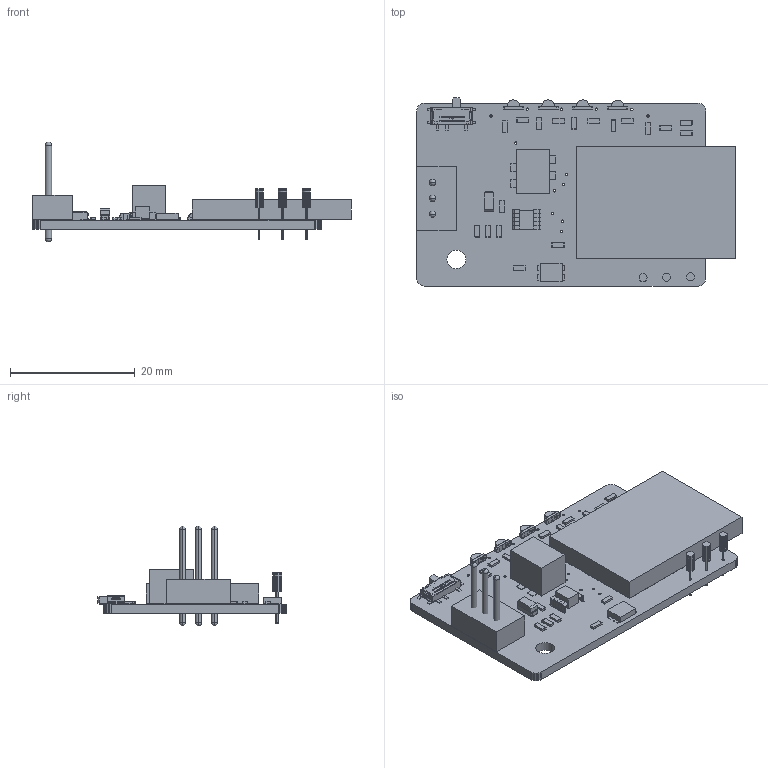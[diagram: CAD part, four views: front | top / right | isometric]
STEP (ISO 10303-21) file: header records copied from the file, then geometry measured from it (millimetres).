
FILE_DESCRIPTION(('PCB Model'),'2;1');
FILE_NAME('BLE_Adapter.STEP','2021-08-20T12:00:27',('EOMed1'),('Unspecified'), 'Open CASCADE STEP processor 6.8','Proteus','Unknown');
FILE_SCHEMA(('CONFIG_CONTROL_DESIGN','SHAPE_APPEARANCE_LAYER_MIM'));
Length unit declared in the file: millimetre
Products named in the file (154): Open CASCADE STEP translator 6.8 1; Layer_1; J1; Open CASCADE STEP translator 6.8 1.2.1; Body_1; Pin_1; Pin_2; Pin_3; U1; Open CASCADE STEP translator 6.8 1.3.1; =>[0:1:1:2]; =>[0:1:1:3]; SOLID; S1; Open CASCADE STEP translator 6.8 1.4.1; Slider; Cover; Pin_4; Frame; TXD; Open CASCADE STEP translator 6.8 1.5.1; RXD; S3; Open CASCADE STEP translator 6.8 1.7.1; R3; Open CASCADE STEP translator 6.8 1.8.1; GND; J4; Open CASCADE STEP translator 6.8 1.10.1; C1; Open CASCADE STEP translator 6.8 1.11.1; C3; R1; C5; LD1; Open CASCADE STEP translator 6.8 1.15.1; housing; contacts; cap; R2 ...
Assembly tree (174 placements, depth 6):
  Open CASCADE STEP translator 6.8 1
    Layer_1
    J1
      Open CASCADE STEP translator 6.8 1.2.1
        Body_1
        Pin_1
        Pin_2
        Pin_3
    U1
      Open CASCADE STEP translator 6.8 1.3.1
        Body_1
          =>[0:1:1:2]
          =>[0:1:1:3]
            SOLID
            SOLID
            SOLID
            SOLID
            SOLID
            SOLID
            SOLID
            SOLID
            SOLID
            SOLID
            SOLID
            SOLID
            SOLID
            SOLID
            SOLID
            SOLID
            SOLID
            SOLID
            SOLID
            SOLID
            SOLID
            SOLID
            SOLID
            SOLID
            SOLID
            SOLID
            SOLID
            SOLID
            SOLID
            SOLID
            SOLID
            SOLID
            SOLID
            SOLID
            SOLID
            SOLID
            SOLID
            SOLID
            SOLID
            SOLID
            SOLID
            SOLID
            SOLID
            SOLID
            SOLID
            SOLID
            SOLID
Bounding box: 51.03 x 30.11 x 16 mm (x, y, z)
Volume: 4046.3 mm3; surface area: 5573.6 mm2
Topology: 170 solids, 170 shells, 2305 faces, 5905 edges, 3906 vertices
Faces by surface type: plane 1701, cylinder 576, sphere 24, cone 4
Entity records: 43334 total; most frequent: CARTESIAN_POINT 6160, DIRECTION 5806, ORIENTED_EDGE 5578, EDGE_CURVE 2789, LINE 2242, VECTOR 2242, VERTEX_POINT 1846, AXIS2_PLACEMENT_3D 1782
